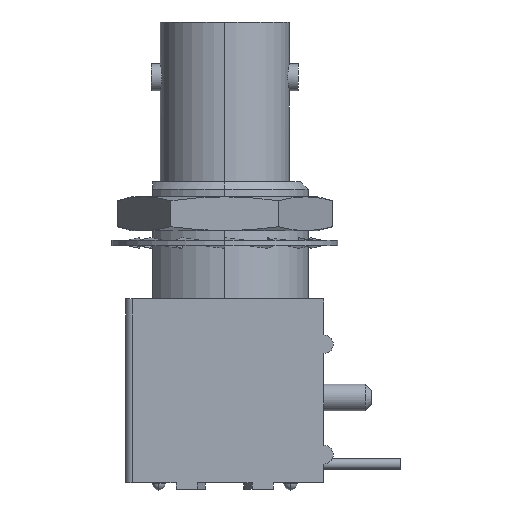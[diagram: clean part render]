
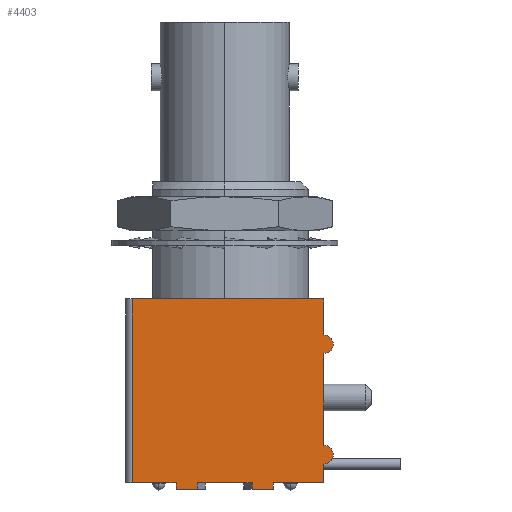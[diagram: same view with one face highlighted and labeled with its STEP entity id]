
A CAD part, left-side view. The second image highlights one B-rep face of the part: STEP entity #4403.
In plain terms, the highlighted planar face has unit normal (-1, 0, 0).
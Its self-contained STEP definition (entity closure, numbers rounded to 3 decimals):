
#551 = PLANE ( 'NONE',  #5626 ) ;
#552 = CARTESIAN_POINT ( 'NONE',  ( -7.4, 0., 0. ) ) ;
#553 = DIRECTION ( 'NONE',  ( -1., 0., 0. ) ) ;
#554 = DIRECTION ( 'NONE',  ( 0., 0., 1. ) ) ;
#1393 = CARTESIAN_POINT ( 'NONE',  ( -7.4, -7.45, -23.5 ) ) ;
#1407 = CARTESIAN_POINT ( 'NONE',  ( -7.4, 6.95, -20.8 ) ) ;
#1418 = CARTESIAN_POINT ( 'NONE',  ( -7.4, -2.054, -35.1 ) ) ;
#1420 = CARTESIAN_POINT ( 'NONE',  ( -7.4, 2.054, -35.1 ) ) ;
#1422 = CARTESIAN_POINT ( 'NONE',  ( -7.4, 3.65, -35.1 ) ) ;
#1458 = CARTESIAN_POINT ( 'NONE',  ( -7.4, -7.45, -24.9 ) ) ;
#1460 = CARTESIAN_POINT ( 'NONE',  ( -7.4, -3.65, -35.1 ) ) ;
#1473 = CARTESIAN_POINT ( 'NONE',  ( -7.4, -7.45, -31.8 ) ) ;
#1484 = CARTESIAN_POINT ( 'NONE',  ( -7.4, -7.45, -33.2 ) ) ;
#1493 = CARTESIAN_POINT ( 'NONE',  ( -7.4, -7.45, -20.8 ) ) ;
#1501 = CARTESIAN_POINT ( 'NONE',  ( -7.4, 2.054, -34.6 ) ) ;
#1511 = CARTESIAN_POINT ( 'NONE',  ( -7.4, -2.054, -34.6 ) ) ;
#1530 = CARTESIAN_POINT ( 'NONE',  ( -7.4, -3.65, -34.6 ) ) ;
#1537 = CARTESIAN_POINT ( 'NONE',  ( -7.4, -7.45, -34.6 ) ) ;
#1552 = CARTESIAN_POINT ( 'NONE',  ( -7.4, 3.65, -34.6 ) ) ;
#1586 = CARTESIAN_POINT ( 'NONE',  ( -7.4, 6.95, -34.6 ) ) ;
#1657 = VECTOR ( 'NONE', #4041, 1000. ) ;
#1662 = VECTOR ( 'NONE', #4053, 1000. ) ;
#2201 = VECTOR ( 'NONE', #8985, 1000. ) ;
#2205 = VECTOR ( 'NONE', #8997, 1000. ) ;
#2210 = VECTOR ( 'NONE', #9009, 1000. ) ;
#2219 = VECTOR ( 'NONE', #9069, 1000. ) ;
#2667 = LINE ( 'NONE', #2671, #7758 ) ;
#2671 = CARTESIAN_POINT ( 'NONE',  ( -7.4, 7.45, -34.6 ) ) ;
#2672 = DIRECTION ( 'NONE',  ( 0., 1., 0. ) ) ;
#2853 = CARTESIAN_POINT ( 'NONE',  ( -7.4, -7.45, -32.5 ) ) ;
#2872 = LINE ( 'NONE', #2873, #6787 ) ;
#2873 = CARTESIAN_POINT ( 'NONE',  ( -7.4, 6.95, -34.6 ) ) ;
#2874 = DIRECTION ( 'NONE',  ( 0., 0., -1. ) ) ;
#2875 = LINE ( 'NONE', #2876, #6788 ) ;
#2876 = CARTESIAN_POINT ( 'NONE',  ( -7.4, 3.65, -35.1 ) ) ;
#2877 = DIRECTION ( 'NONE',  ( 0., 0., 1. ) ) ;
#2878 = LINE ( 'NONE', #2879, #6789 ) ;
#2879 = CARTESIAN_POINT ( 'NONE',  ( -7.4, 3.65, -35.1 ) ) ;
#2880 = DIRECTION ( 'NONE',  ( 0., -1., 0. ) ) ;
#2881 = LINE ( 'NONE', #2882, #6790 ) ;
#2882 = CARTESIAN_POINT ( 'NONE',  ( -7.4, 2.054, -35.1 ) ) ;
#2883 = DIRECTION ( 'NONE',  ( 0., 0., 1. ) ) ;
#2884 = LINE ( 'NONE', #2885, #6791 ) ;
#2885 = CARTESIAN_POINT ( 'NONE',  ( -7.4, -2.054, -35.1 ) ) ;
#2886 = DIRECTION ( 'NONE',  ( 0., 0., 1. ) ) ;
#2887 = LINE ( 'NONE', #2888, #6793 ) ;
#2888 = CARTESIAN_POINT ( 'NONE',  ( -7.4, -3.65, -35.1 ) ) ;
#2889 = DIRECTION ( 'NONE',  ( 0., 1., 0. ) ) ;
#2890 = LINE ( 'NONE', #2891, #6794 ) ;
#2891 = CARTESIAN_POINT ( 'NONE',  ( -7.4, -3.65, -35.1 ) ) ;
#2892 = DIRECTION ( 'NONE',  ( 0., 0., 1. ) ) ;
#2893 = DIRECTION ( 'NONE',  ( 1., 0., 0. ) ) ;
#2894 = DIRECTION ( 'NONE',  ( 0., 0., -1. ) ) ;
#2895 = CARTESIAN_POINT ( 'NONE',  ( -7.4, -7.45, -24.2 ) ) ;
#2896 = DIRECTION ( 'NONE',  ( 1., 0., 0. ) ) ;
#2897 = DIRECTION ( 'NONE',  ( 0., 0., -1. ) ) ;
#4039 = LINE ( 'NONE', #4040, #1657 ) ;
#4040 = CARTESIAN_POINT ( 'NONE',  ( -7.4, 7.45, -34.6 ) ) ;
#4041 = DIRECTION ( 'NONE',  ( 0., 1., 0. ) ) ;
#4051 = LINE ( 'NONE', #4052, #1662 ) ;
#4052 = CARTESIAN_POINT ( 'NONE',  ( -7.4, 7.45, -34.6 ) ) ;
#4053 = DIRECTION ( 'NONE',  ( 0., 1., 0. ) ) ;
#4403 = ADVANCED_FACE ( 'NONE', ( #5642 ), #551, .T. ) ;
#5112 = VERTEX_POINT ( 'NONE', #1393 ) ;
#5126 = VERTEX_POINT ( 'NONE', #1407 ) ;
#5137 = VERTEX_POINT ( 'NONE', #1418 ) ;
#5139 = VERTEX_POINT ( 'NONE', #1420 ) ;
#5141 = VERTEX_POINT ( 'NONE', #1422 ) ;
#5177 = VERTEX_POINT ( 'NONE', #1458 ) ;
#5179 = VERTEX_POINT ( 'NONE', #1460 ) ;
#5192 = VERTEX_POINT ( 'NONE', #1473 ) ;
#5203 = VERTEX_POINT ( 'NONE', #1484 ) ;
#5212 = VERTEX_POINT ( 'NONE', #1493 ) ;
#5220 = VERTEX_POINT ( 'NONE', #1501 ) ;
#5230 = VERTEX_POINT ( 'NONE', #1511 ) ;
#5249 = VERTEX_POINT ( 'NONE', #1530 ) ;
#5256 = VERTEX_POINT ( 'NONE', #1537 ) ;
#5271 = VERTEX_POINT ( 'NONE', #1552 ) ;
#5305 = VERTEX_POINT ( 'NONE', #1586 ) ;
#5626 = AXIS2_PLACEMENT_3D ( 'NONE', #552, #553, #554 ) ;
#5642 = FACE_OUTER_BOUND ( 'NONE', #6160, .T. ) ;
#5659 = EDGE_CURVE ( 'NONE', #5256, #5249, #4039, .T. ) ;
#5663 = EDGE_CURVE ( 'NONE', #5230, #5220, #4051, .T. ) ;
#5803 = ORIENTED_EDGE ( 'NONE', *, *, #7091, .F. ) ;
#5815 = ORIENTED_EDGE ( 'NONE', *, *, #6894, .F. ) ;
#5818 = ORIENTED_EDGE ( 'NONE', *, *, #7086, .T. ) ;
#5834 = ORIENTED_EDGE ( 'NONE', *, *, #7089, .F. ) ;
#5837 = ORIENTED_EDGE ( 'NONE', *, *, #7088, .F. ) ;
#5843 = ORIENTED_EDGE ( 'NONE', *, *, #7701, .F. ) ;
#5844 = ORIENTED_EDGE ( 'NONE', *, *, #7090, .T. ) ;
#5848 = ORIENTED_EDGE ( 'NONE', *, *, #7686, .F. ) ;
#5852 = ORIENTED_EDGE ( 'NONE', *, *, #5659, .F. ) ;
#5854 = ORIENTED_EDGE ( 'NONE', *, *, #7092, .F. ) ;
#5873 = ORIENTED_EDGE ( 'NONE', *, *, #7084, .T. ) ;
#5879 = ORIENTED_EDGE ( 'NONE', *, *, #5663, .F. ) ;
#5891 = ORIENTED_EDGE ( 'NONE', *, *, #7682, .F. ) ;
#5896 = ORIENTED_EDGE ( 'NONE', *, *, #7085, .F. ) ;
#5931 = ORIENTED_EDGE ( 'NONE', *, *, #7678, .F. ) ;
#5939 = ORIENTED_EDGE ( 'NONE', *, *, #7087, .T. ) ;
#6160 = EDGE_LOOP ( 'NONE', ( #5843, #5873, #5815, #5896, #5818, #5939, #5879, #5837, #5834, #5844, #5852, #5848, #5803, #5891, #5854, #5931 ) ) ;
#6787 = VECTOR ( 'NONE', #2874, 1000. ) ;
#6788 = VECTOR ( 'NONE', #2877, 1000. ) ;
#6789 = VECTOR ( 'NONE', #2880, 1000. ) ;
#6790 = VECTOR ( 'NONE', #2883, 1000. ) ;
#6791 = VECTOR ( 'NONE', #2886, 1000. ) ;
#6792 = AXIS2_PLACEMENT_3D ( 'NONE', #2853, #2893, #2894 ) ;
#6793 = VECTOR ( 'NONE', #2889, 1000. ) ;
#6794 = VECTOR ( 'NONE', #2892, 1000. ) ;
#6795 = AXIS2_PLACEMENT_3D ( 'NONE', #2895, #2896, #2897 ) ;
#6894 = EDGE_CURVE ( 'NONE', #5271, #5305, #2667, .T. ) ;
#7084 = EDGE_CURVE ( 'NONE', #5126, #5305, #2872, .T. ) ;
#7085 = EDGE_CURVE ( 'NONE', #5141, #5271, #2875, .T. ) ;
#7086 = EDGE_CURVE ( 'NONE', #5141, #5139, #2878, .T. ) ;
#7087 = EDGE_CURVE ( 'NONE', #5139, #5220, #2881, .T. ) ;
#7088 = EDGE_CURVE ( 'NONE', #5137, #5230, #2884, .T. ) ;
#7089 = EDGE_CURVE ( 'NONE', #5179, #5137, #2887, .T. ) ;
#7090 = EDGE_CURVE ( 'NONE', #5179, #5249, #2890, .T. ) ;
#7091 = EDGE_CURVE ( 'NONE', #5192, #5203, #8212, .T. ) ;
#7092 = EDGE_CURVE ( 'NONE', #5112, #5177, #8213, .T. ) ;
#7678 = EDGE_CURVE ( 'NONE', #5212, #5112, #8983, .T. ) ;
#7682 = EDGE_CURVE ( 'NONE', #5177, #5192, #8995, .T. ) ;
#7686 = EDGE_CURVE ( 'NONE', #5203, #5256, #9007, .T. ) ;
#7701 = EDGE_CURVE ( 'NONE', #5126, #5212, #9067, .T. ) ;
#7758 = VECTOR ( 'NONE', #2672, 1000. ) ;
#8212 = CIRCLE ( 'NONE', #6792, 0.7 ) ;
#8213 = CIRCLE ( 'NONE', #6795, 0.7 ) ;
#8983 = LINE ( 'NONE', #8984, #2201 ) ;
#8984 = CARTESIAN_POINT ( 'NONE',  ( -7.4, -7.45, -34.6 ) ) ;
#8985 = DIRECTION ( 'NONE',  ( 0., 0., -1. ) ) ;
#8995 = LINE ( 'NONE', #8996, #2205 ) ;
#8996 = CARTESIAN_POINT ( 'NONE',  ( -7.4, -7.45, -34.6 ) ) ;
#8997 = DIRECTION ( 'NONE',  ( 0., 0., -1. ) ) ;
#9007 = LINE ( 'NONE', #9008, #2210 ) ;
#9008 = CARTESIAN_POINT ( 'NONE',  ( -7.4, -7.45, -34.6 ) ) ;
#9009 = DIRECTION ( 'NONE',  ( 0., 0., -1. ) ) ;
#9067 = LINE ( 'NONE', #9068, #2219 ) ;
#9068 = CARTESIAN_POINT ( 'NONE',  ( -7.4, -7.45, -20.8 ) ) ;
#9069 = DIRECTION ( 'NONE',  ( 0., -1., 0. ) ) ;
